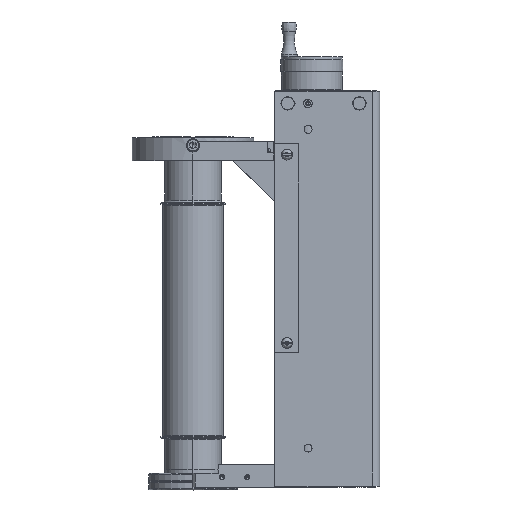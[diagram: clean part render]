
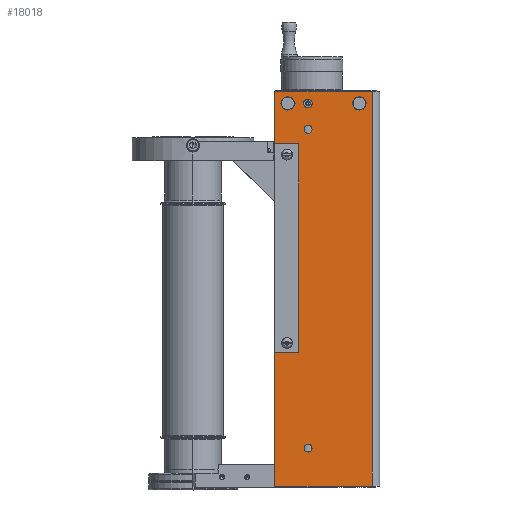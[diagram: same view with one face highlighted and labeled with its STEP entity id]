
A CAD part, top view. The second image highlights one B-rep face of the part: STEP entity #18018.
In plain terms, the highlighted planar face has unit normal (0, 0, 1).
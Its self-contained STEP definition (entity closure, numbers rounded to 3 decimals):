
#1023=DIRECTION('',(1.,0.,0.));
#1024=VECTOR('',#1023,76.9);
#1025=CARTESIAN_POINT('',(64.8,1.,49.075));
#1026=LINE('',#1025,#1024);
#2089=CARTESIAN_POINT('',(90.85,303.5,49.075));
#2090=DIRECTION('',(0.,0.,1.));
#2091=DIRECTION('',(-1.,0.,0.));
#2092=AXIS2_PLACEMENT_3D('',#2089,#2090,#2091);
#2094=CARTESIAN_POINT('',(90.85,303.5,49.075));
#2095=DIRECTION('',(0.,0.,1.));
#2096=DIRECTION('',(1.,0.,0.));
#2097=AXIS2_PLACEMENT_3D('',#2094,#2095,#2096);
#2099=CARTESIAN_POINT('',(91.,283.,49.075));
#2100=DIRECTION('',(0.,0.,1.));
#2101=DIRECTION('',(-1.,0.,0.));
#2102=AXIS2_PLACEMENT_3D('',#2099,#2100,#2101);
#2104=CARTESIAN_POINT('',(91.,283.,49.075));
#2105=DIRECTION('',(0.,0.,1.));
#2106=DIRECTION('',(1.,0.,0.));
#2107=AXIS2_PLACEMENT_3D('',#2104,#2105,#2106);
#2109=CARTESIAN_POINT('',(91.,31.,49.075));
#2110=DIRECTION('',(0.,0.,1.));
#2111=DIRECTION('',(-1.,0.,0.));
#2112=AXIS2_PLACEMENT_3D('',#2109,#2110,#2111);
#2114=CARTESIAN_POINT('',(91.,31.,49.075));
#2115=DIRECTION('',(0.,0.,1.));
#2116=DIRECTION('',(1.,0.,0.));
#2117=AXIS2_PLACEMENT_3D('',#2114,#2115,#2116);
#2119=CARTESIAN_POINT('',(75.,303.5,49.075));
#2120=DIRECTION('',(0.,0.,-1.));
#2121=DIRECTION('',(1.,0.,0.));
#2122=AXIS2_PLACEMENT_3D('',#2119,#2120,#2121);
#2124=CARTESIAN_POINT('',(75.,303.5,49.075));
#2125=DIRECTION('',(0.,0.,-1.));
#2126=DIRECTION('',(-1.,0.,0.));
#2127=AXIS2_PLACEMENT_3D('',#2124,#2125,#2126);
#2129=CARTESIAN_POINT('',(131.59,303.5,49.075));
#2130=DIRECTION('',(0.,0.,-1.));
#2131=DIRECTION('',(1.,0.,0.));
#2132=AXIS2_PLACEMENT_3D('',#2129,#2130,#2131);
#2134=CARTESIAN_POINT('',(131.59,303.5,49.075));
#2135=DIRECTION('',(0.,0.,-1.));
#2136=DIRECTION('',(-1.,0.,0.));
#2137=AXIS2_PLACEMENT_3D('',#2134,#2135,#2136);
#2139=DIRECTION('',(1.,0.,0.));
#2140=VECTOR('',#2139,19.);
#2141=CARTESIAN_POINT('',(64.8,106.5,49.075));
#2142=LINE('',#2141,#2140);
#2143=DIRECTION('',(0.,1.,0.));
#2144=VECTOR('',#2143,165.);
#2145=CARTESIAN_POINT('',(83.8,106.5,49.075));
#2146=LINE('',#2145,#2144);
#2147=DIRECTION('',(1.,0.,0.));
#2148=VECTOR('',#2147,19.);
#2149=CARTESIAN_POINT('',(64.8,271.5,49.075));
#2150=LINE('',#2149,#2148);
#2151=DIRECTION('',(0.,1.,0.));
#2152=VECTOR('',#2151,41.5);
#2153=CARTESIAN_POINT('',(64.8,271.5,49.075));
#2154=LINE('',#2153,#2152);
#2155=DIRECTION('',(1.,0.,0.));
#2156=VECTOR('',#2155,76.9);
#2157=CARTESIAN_POINT('',(64.8,313.,49.075));
#2158=LINE('',#2157,#2156);
#2159=DIRECTION('',(0.,1.,0.));
#2160=VECTOR('',#2159,105.5);
#2161=CARTESIAN_POINT('',(64.8,1.,49.075));
#2162=LINE('',#2161,#2160);
#3245=DIRECTION('',(0.,1.,0.));
#3246=VECTOR('',#3245,312.);
#3247=CARTESIAN_POINT('',(141.7,1.,49.075));
#3248=LINE('',#3247,#3246);
#13263=CARTESIAN_POINT('',(141.7,313.,49.075));
#13264=VERTEX_POINT('',#13263);
#13265=CARTESIAN_POINT('',(64.8,313.,49.075));
#13266=VERTEX_POINT('',#13265);
#13377=CARTESIAN_POINT('',(141.7,1.,49.075));
#13378=VERTEX_POINT('',#13377);
#13379=CARTESIAN_POINT('',(87.5,303.5,49.075));
#13380=CARTESIAN_POINT('',(94.2,303.5,49.075));
#13381=VERTEX_POINT('',#13379);
#13382=VERTEX_POINT('',#13380);
#13383=CARTESIAN_POINT('',(87.85,283.,49.075));
#13384=CARTESIAN_POINT('',(94.15,283.,49.075));
#13385=VERTEX_POINT('',#13383);
#13386=VERTEX_POINT('',#13384);
#13387=CARTESIAN_POINT('',(87.85,31.,49.075));
#13388=CARTESIAN_POINT('',(94.15,31.,49.075));
#13389=VERTEX_POINT('',#13387);
#13390=VERTEX_POINT('',#13388);
#13413=CARTESIAN_POINT('',(64.8,1.,49.075));
#13414=VERTEX_POINT('',#13413);
#15139=CARTESIAN_POINT('',(80.25,303.5,49.075));
#15140=CARTESIAN_POINT('',(69.75,303.5,49.075));
#15141=VERTEX_POINT('',#15139);
#15142=VERTEX_POINT('',#15140);
#15151=CARTESIAN_POINT('',(136.84,303.5,49.075));
#15152=CARTESIAN_POINT('',(126.34,303.5,49.075));
#15153=VERTEX_POINT('',#15151);
#15154=VERTEX_POINT('',#15152);
#15533=CARTESIAN_POINT('',(64.8,106.5,49.075));
#15534=CARTESIAN_POINT('',(83.8,106.5,49.075));
#15535=VERTEX_POINT('',#15533);
#15536=VERTEX_POINT('',#15534);
#15537=CARTESIAN_POINT('',(64.8,271.5,49.075));
#15538=CARTESIAN_POINT('',(83.8,271.5,49.075));
#15539=VERTEX_POINT('',#15537);
#15540=VERTEX_POINT('',#15538);
#17969=CARTESIAN_POINT('',(103.25,157.,49.075));
#17970=DIRECTION('',(0.,0.,1.));
#17971=DIRECTION('',(-1.,0.,0.));
#17972=AXIS2_PLACEMENT_3D('',#17969,#17970,#17971);
#17973=PLANE('',#17972);
#17975=ORIENTED_EDGE('',*,*,#17974,.T.);
#17977=ORIENTED_EDGE('',*,*,#17976,.T.);
#17979=ORIENTED_EDGE('',*,*,#17978,.F.);
#17980=ORIENTED_EDGE('',*,*,#17953,.T.);
#17981=ORIENTED_EDGE('',*,*,#16220,.T.);
#17983=ORIENTED_EDGE('',*,*,#17982,.F.);
#17984=ORIENTED_EDGE('',*,*,#16535,.F.);
#17985=ORIENTED_EDGE('',*,*,#17961,.T.);
#17986=EDGE_LOOP('',(#17975,#17977,#17979,#17980,#17981,#17983,#17984,#17985));
#17987=FACE_OUTER_BOUND('',#17986,.F.);
#17989=ORIENTED_EDGE('',*,*,#17988,.T.);
#17991=ORIENTED_EDGE('',*,*,#17990,.T.);
#17992=EDGE_LOOP('',(#17989,#17991));
#17993=FACE_BOUND('',#17992,.F.);
#17995=ORIENTED_EDGE('',*,*,#17994,.T.);
#17997=ORIENTED_EDGE('',*,*,#17996,.T.);
#17998=EDGE_LOOP('',(#17995,#17997));
#17999=FACE_BOUND('',#17998,.F.);
#18001=ORIENTED_EDGE('',*,*,#18000,.F.);
#18003=ORIENTED_EDGE('',*,*,#18002,.F.);
#18004=EDGE_LOOP('',(#18001,#18003));
#18005=FACE_BOUND('',#18004,.F.);
#18007=ORIENTED_EDGE('',*,*,#18006,.F.);
#18009=ORIENTED_EDGE('',*,*,#18008,.F.);
#18010=EDGE_LOOP('',(#18007,#18009));
#18011=FACE_BOUND('',#18010,.F.);
#18013=ORIENTED_EDGE('',*,*,#18012,.T.);
#18015=ORIENTED_EDGE('',*,*,#18014,.T.);
#18016=EDGE_LOOP('',(#18013,#18015));
#18017=FACE_BOUND('',#18016,.F.);
#2093=CIRCLE('',#2092,3.35);
#2098=CIRCLE('',#2097,3.35);
#2103=CIRCLE('',#2102,3.15);
#2108=CIRCLE('',#2107,3.15);
#2113=CIRCLE('',#2112,3.15);
#2118=CIRCLE('',#2117,3.15);
#2123=CIRCLE('',#2122,5.25);
#2128=CIRCLE('',#2127,5.25);
#2133=CIRCLE('',#2132,5.25);
#2138=CIRCLE('',#2137,5.25);
#16220=EDGE_CURVE('',#13266,#13264,#2158,.T.);
#16535=EDGE_CURVE('',#13414,#13378,#1026,.T.);
#17953=EDGE_CURVE('',#15539,#13266,#2154,.T.);
#17961=EDGE_CURVE('',#13414,#15535,#2162,.T.);
#17974=EDGE_CURVE('',#15535,#15536,#2142,.T.);
#17976=EDGE_CURVE('',#15536,#15540,#2146,.T.);
#17978=EDGE_CURVE('',#15539,#15540,#2150,.T.);
#17982=EDGE_CURVE('',#13378,#13264,#3248,.T.);
#17988=EDGE_CURVE('',#13385,#13386,#2103,.T.);
#17990=EDGE_CURVE('',#13386,#13385,#2108,.T.);
#17994=EDGE_CURVE('',#13389,#13390,#2113,.T.);
#17996=EDGE_CURVE('',#13390,#13389,#2118,.T.);
#18000=EDGE_CURVE('',#15141,#15142,#2123,.T.);
#18002=EDGE_CURVE('',#15142,#15141,#2128,.T.);
#18006=EDGE_CURVE('',#15153,#15154,#2133,.T.);
#18008=EDGE_CURVE('',#15154,#15153,#2138,.T.);
#18012=EDGE_CURVE('',#13381,#13382,#2093,.T.);
#18014=EDGE_CURVE('',#13382,#13381,#2098,.T.);
#18018=ADVANCED_FACE('',(#17987,#17993,#17999,#18005,#18011,#18017),#17973,.T.);
